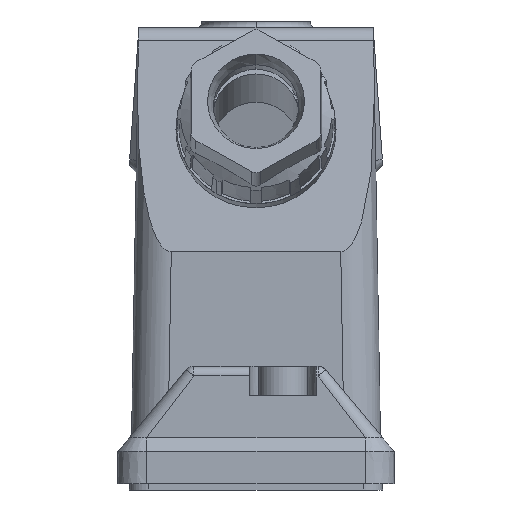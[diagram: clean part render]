
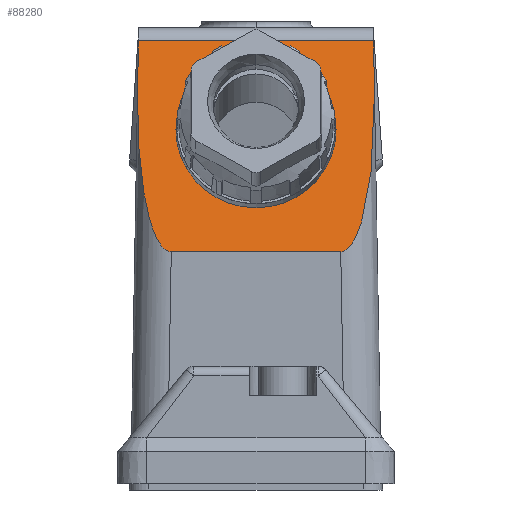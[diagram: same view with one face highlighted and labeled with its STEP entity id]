
A CAD part, front view. The second image highlights one B-rep face of the part: STEP entity #88280.
In plain terms, the highlighted face is planar.
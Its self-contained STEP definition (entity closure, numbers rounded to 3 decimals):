
#35130=CARTESIAN_POINT('',(11.913,89.572,
93.687));
#35140=VERTEX_POINT('',#35130);
#35170=CARTESIAN_POINT('',(11.913,47.776,
93.687));
#35180=DIRECTION('',(0.,1.,0.));
#35190=VECTOR('',#35180,1.);
#35200=LINE('',#35170,#35190);
#35210=CARTESIAN_POINT('',(11.913,41.257,
93.687));
#35220=VERTEX_POINT('',#35210);
#35230=EDGE_CURVE('',#35220,#35140,#35200,.T.);
#48960=CARTESIAN_POINT('',(27.697,40.064,
25.317));
#48970=DIRECTION('',(-0.225,0.017,
0.974));
#48980=VECTOR('',#48970,1.);
#48990=LINE('',#48960,#48980);
#49000=CARTESIAN_POINT('',(14.414,41.068,
82.854));
#49010=VERTEX_POINT('',#49000);
#49020=EDGE_CURVE('',#49010,#35220,#48990,.T.);
#55910=CARTESIAN_POINT('',(14.414,89.761,
82.854));
#55920=VERTEX_POINT('',#55910);
#55950=CARTESIAN_POINT('',(27.697,90.765,
25.317));
#55960=DIRECTION('',(0.225,0.017,
-0.974));
#55970=VECTOR('',#55960,1.);
#55980=LINE('',#55950,#55970);
#55990=EDGE_CURVE('',#35140,#55920,#55980,.T.);
#61820=CARTESIAN_POINT('',(21.914,82.827,
50.368));
#61830=VERTEX_POINT('',#61820);
#61860=CARTESIAN_POINT('',(14.414,82.26,
82.854));
#61870=DIRECTION('',(-0.974,0.,
-0.225));
#61880=DIRECTION('',(-0.225,-0.018,
0.974));
#61890=AXIS2_PLACEMENT_3D('',#61860,#61870,#61880);
#61900=ELLIPSE('',#61890,33.346,7.5);
#61910=EDGE_CURVE('',#55920,#61830,#61900,.T.);
#87830=CARTESIAN_POINT('',(22.543,101.106,
47.642));
#87840=DIRECTION('',(-0.974,0.,
-0.225));
#87850=DIRECTION('',(-0.225,0.,
0.974));
#87860=AXIS2_PLACEMENT_3D('',#87830,#87840,#87850);
#87870=PLANE('',#87860);
#87880=CARTESIAN_POINT('',(16.653,65.415,
73.155));
#87890=DIRECTION('',(0.974,0.,
0.225));
#87900=DIRECTION('',(0.225,0.,
-0.974));
#87910=AXIS2_PLACEMENT_3D('',#87880,#87890,#87900);
#87920=CIRCLE('',#87910,13.6);
#87930=CARTESIAN_POINT('',(18.34,76.758,
65.845));
#87940=VERTEX_POINT('',#87930);
#87950=CARTESIAN_POINT('',(13.593,65.415,
86.406));
#87960=VERTEX_POINT('',#87950);
#87970=EDGE_CURVE('',#87940,#87960,#87920,.T.);
#87980=ORIENTED_EDGE('',*,*,#87970,.F.);
#87990=CARTESIAN_POINT('',(19.712,65.415,
59.904));
#88000=VERTEX_POINT('',#87990);
#88010=EDGE_CURVE('',#87960,#88000,#87920,.T.);
#88020=ORIENTED_EDGE('',*,*,#88010,.F.);
#88030=EDGE_CURVE('',#88000,#87940,#87920,.T.);
#88040=ORIENTED_EDGE('',*,*,#88030,.F.);
#88050=EDGE_LOOP('',(#88040,#88020,#87980));
#88060=FACE_BOUND('',#88050,.T.);
#88070=ORIENTED_EDGE('',*,*,#61910,.F.);
#88080=CARTESIAN_POINT('',(21.914,47.776,
50.368));
#88090=DIRECTION('',(0.,1.,0.));
#88100=VECTOR('',#88090,1.);
#88110=LINE('',#88080,#88100);
#88120=CARTESIAN_POINT('',(21.914,48.002,
50.368));
#88130=VERTEX_POINT('',#88120);
#88140=EDGE_CURVE('',#88130,#61830,#88110,.T.);
#88150=ORIENTED_EDGE('',*,*,#88140,.T.);
#88160=CARTESIAN_POINT('',(14.414,48.569,
82.854));
#88170=DIRECTION('',(-0.974,0.,
-0.225));
#88180=DIRECTION('',(-0.225,0.018,
0.974));
#88190=AXIS2_PLACEMENT_3D('',#88160,#88170,#88180);
#88200=ELLIPSE('',#88190,33.346,7.5);
#88210=EDGE_CURVE('',#88130,#49010,#88200,.T.);
#88220=ORIENTED_EDGE('',*,*,#88210,.F.);
#88230=ORIENTED_EDGE('',*,*,#49020,.F.);
#88240=ORIENTED_EDGE('',*,*,#35230,.F.);
#88250=ORIENTED_EDGE('',*,*,#55990,.F.);
#88260=EDGE_LOOP('',(#88250,#88240,#88230,#88220,#88150,#88070));
#88270=FACE_OUTER_BOUND('',#88260,.T.);
#88280=ADVANCED_FACE('',(#88060,#88270),#87870,.F.);
